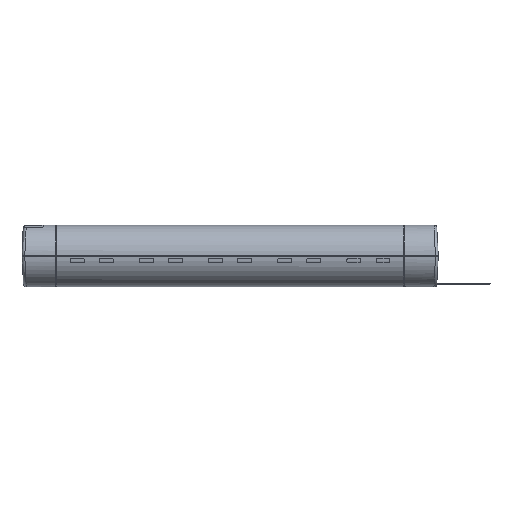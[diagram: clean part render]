
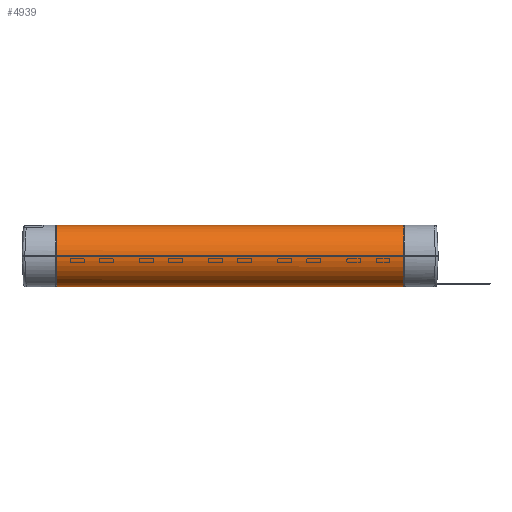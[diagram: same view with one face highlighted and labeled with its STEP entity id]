
A CAD part, left-side view. The second image highlights one B-rep face of the part: STEP entity #4939.
In plain terms, the highlighted cylindrical face has radius 11.16 mm (diameter 22.32 mm), a partial arc.
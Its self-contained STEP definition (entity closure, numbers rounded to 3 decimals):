
#4939=ADVANCED_FACE('',(#5520),#5400,.T.);
#5400=CYLINDRICAL_SURFACE('',#20491,11.16);
#5520=FACE_OUTER_BOUND('',#5968,.T.);
#5968=EDGE_LOOP('',(#10668,#10669,#10670,#10671,#10672));
#6484=B_SPLINE_CURVE_WITH_KNOTS('',3,(#25162,#25163,#25164,#25165),.UNSPECIFIED.,
 .F.,.F.,(4,4),(0.,1.),.UNSPECIFIED.);
#6880=LINE('',#25158,#8774);
#6881=LINE('',#25167,#8775);
#8774=VECTOR('',#21416,1.);
#8775=VECTOR('',#21419,1.);
#10668=ORIENTED_EDGE('',*,*,#16852,.F.);
#10669=ORIENTED_EDGE('',*,*,#16853,.F.);
#10670=ORIENTED_EDGE('',*,*,#16854,.F.);
#10671=ORIENTED_EDGE('',*,*,#16855,.F.);
#10672=ORIENTED_EDGE('',*,*,#16856,.T.);
#13760=VERTEX_POINT('',#25156);
#13761=VERTEX_POINT('',#25157);
#13762=VERTEX_POINT('',#25159);
#13763=VERTEX_POINT('',#25161);
#13764=VERTEX_POINT('',#25166);
#16852=EDGE_CURVE('',#13760,#13761,#19944,.T.);
#16853=EDGE_CURVE('',#13762,#13760,#6880,.T.);
#16854=EDGE_CURVE('',#13763,#13762,#19945,.T.);
#16855=EDGE_CURVE('',#13764,#13763,#6484,.T.);
#16856=EDGE_CURVE('',#13764,#13761,#6881,.T.);
#19944=CIRCLE('',#20489,11.16);
#19945=CIRCLE('',#20490,11.16);
#20489=AXIS2_PLACEMENT_3D('',#25155,#21414,#21415);
#20490=AXIS2_PLACEMENT_3D('',#25160,#21417,#21418);
#20491=AXIS2_PLACEMENT_3D('',#25168,#21420,#21421);
#21414=DIRECTION('',(0.,-1.,0.));
#21415=DIRECTION('',(0.,0.,1.));
#21416=DIRECTION('',(0.,-1.,0.));
#21417=DIRECTION('',(0.,1.,0.));
#21418=DIRECTION('',(0.,0.,1.));
#21419=DIRECTION('',(0.,-1.,0.));
#21420=DIRECTION('',(0.,1.,0.));
#21421=DIRECTION('',(0.,0.,1.));
#25155=CARTESIAN_POINT('',(-27.5,-62.7,0.));
#25156=CARTESIAN_POINT('',(-27.5,-62.7,11.16));
#25157=CARTESIAN_POINT('',(-27.5,-62.7,-11.16));
#25158=CARTESIAN_POINT('',(-27.5,62.7,11.16));
#25159=CARTESIAN_POINT('',(-27.5,62.7,11.16));
#25160=CARTESIAN_POINT('',(-27.5,62.7,0.));
#25161=CARTESIAN_POINT('',(-27.631,62.7,-11.159));
#25162=CARTESIAN_POINT('',(-27.5,62.702,-11.16));
#25163=CARTESIAN_POINT('',(-27.544,62.701,-11.16));
#25164=CARTESIAN_POINT('',(-27.587,62.7,-11.16));
#25165=CARTESIAN_POINT('',(-27.631,62.7,-11.159));
#25166=CARTESIAN_POINT('',(-27.5,62.702,-11.16));
#25167=CARTESIAN_POINT('',(-27.5,62.7,-11.16));
#25168=CARTESIAN_POINT('',(-27.5,-62.7,0.));
